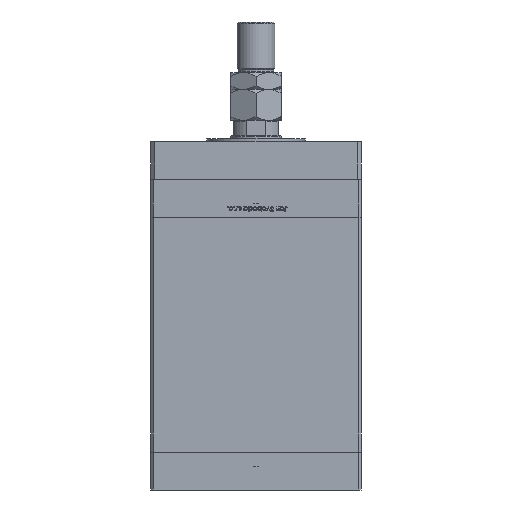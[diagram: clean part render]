
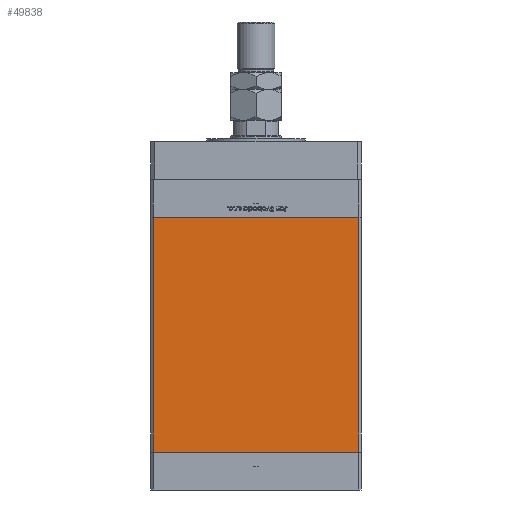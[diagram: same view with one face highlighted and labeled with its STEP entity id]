
A CAD part, front view. The second image highlights one B-rep face of the part: STEP entity #49838.
In plain terms, the highlighted planar face has unit normal (0, -1, 0).
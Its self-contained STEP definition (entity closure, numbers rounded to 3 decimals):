
#1682 = LINE ( 'NONE', #35512, #13345 ) ;
#3662 = CARTESIAN_POINT ( 'NONE',  ( -73., -62.5, 0. ) ) ;
#6801 = VECTOR ( 'NONE', #19078, 1000. ) ;
#9030 = AXIS2_PLACEMENT_3D ( 'NONE', #29295, #34013, #42358 ) ;
#13345 = VECTOR ( 'NONE', #27439, 1000. ) ;
#14658 = CARTESIAN_POINT ( 'NONE',  ( 73., -62.5, 167. ) ) ;
#14889 = VERTEX_POINT ( 'NONE', #29007 ) ;
#17102 = VECTOR ( 'NONE', #49524, 1000. ) ;
#19078 = DIRECTION ( 'NONE',  ( 0., 0., -1. ) ) ;
#22196 = CARTESIAN_POINT ( 'NONE',  ( 73., -62.5, 0. ) ) ;
#22280 = ORIENTED_EDGE ( 'NONE', *, *, #24941, .F. ) ;
#23719 = LINE ( 'NONE', #53960, #17102 ) ;
#24941 = EDGE_CURVE ( 'NONE', #14889, #37468, #31571, .T. ) ;
#25059 = ORIENTED_EDGE ( 'NONE', *, *, #41117, .F. ) ;
#27439 = DIRECTION ( 'NONE',  ( 1., 0., 0. ) ) ;
#28341 = LINE ( 'NONE', #3662, #36914 ) ;
#29007 = CARTESIAN_POINT ( 'NONE',  ( 73., -62.5, 167. ) ) ;
#29295 = CARTESIAN_POINT ( 'NONE',  ( -73., -62.5, 167. ) ) ;
#30940 = EDGE_CURVE ( 'NONE', #54829, #37468, #28341, .T. ) ;
#31571 = LINE ( 'NONE', #14658, #6801 ) ;
#33047 = VERTEX_POINT ( 'NONE', #44924 ) ;
#33193 = FACE_OUTER_BOUND ( 'NONE', #38788, .T. ) ;
#33927 = ORIENTED_EDGE ( 'NONE', *, *, #30940, .T. ) ;
#34013 = DIRECTION ( 'NONE',  ( 0., 1., 0. ) ) ;
#34124 = CARTESIAN_POINT ( 'NONE',  ( -73., -62.5, 0. ) ) ;
#35512 = CARTESIAN_POINT ( 'NONE',  ( -73., -62.5, 167. ) ) ;
#36914 = VECTOR ( 'NONE', #38043, 1000. ) ;
#37468 = VERTEX_POINT ( 'NONE', #22196 ) ;
#37636 = PLANE ( 'NONE',  #9030 ) ;
#38043 = DIRECTION ( 'NONE',  ( 1., 0., 0. ) ) ;
#38788 = EDGE_LOOP ( 'NONE', ( #33927, #22280, #25059, #54420 ) ) ;
#41117 = EDGE_CURVE ( 'NONE', #33047, #14889, #1682, .T. ) ;
#42358 = DIRECTION ( 'NONE',  ( 0., 0., 1. ) ) ;
#44924 = CARTESIAN_POINT ( 'NONE',  ( -73., -62.5, 167. ) ) ;
#49524 = DIRECTION ( 'NONE',  ( 0., 0., -1. ) ) ;
#49838 = ADVANCED_FACE ( 'NONE', ( #33193 ), #37636, .F. ) ;
#51704 = EDGE_CURVE ( 'NONE', #33047, #54829, #23719, .T. ) ;
#53960 = CARTESIAN_POINT ( 'NONE',  ( -73., -62.5, 167. ) ) ;
#54420 = ORIENTED_EDGE ( 'NONE', *, *, #51704, .T. ) ;
#54829 = VERTEX_POINT ( 'NONE', #34124 ) ;
